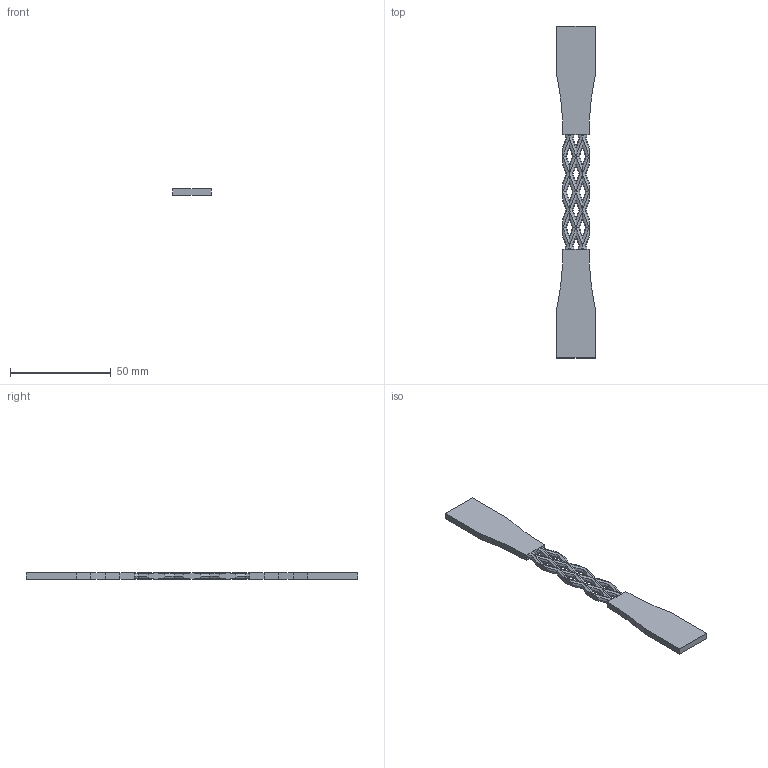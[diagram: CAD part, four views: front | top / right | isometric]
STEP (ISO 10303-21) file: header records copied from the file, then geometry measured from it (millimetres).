
FILE_DESCRIPTION(('FreeCAD Model'),'2;1');
FILE_NAME('Open CASCADE Shape Model','2021-08-03T20:03:54',('FreeCAD'),( 'FreeCAD'),'Open CASCADE STEP processor 7.5','FreeCAD','Unknown');
FILE_SCHEMA(('AUTOMOTIVE_DESIGN { 1 0 10303 214 1 1 1 1 }'));
Length unit declared in the file: millimetre
Products named in the file (1): Open CASCADE STEP translator 7.5 11
Bounding box: 19 x 165 x 3.2 mm (x, y, z)
Volume: 7203.3 mm3; surface area: 6233.5 mm2
Topology: 1 solids, 1 shells, 286 faces, 608 edges, 304 vertices
Faces by surface type: plane 286
Entity records: 14554 total; most frequent: CARTESIAN_POINT 2935, DIRECTION 1878, LINE 1304, VECTOR 1304, ORIENTED_EDGE 1216, PCURVE 1216, DEFINITIONAL_REPRESENTATION 1216, EDGE_CURVE 608
